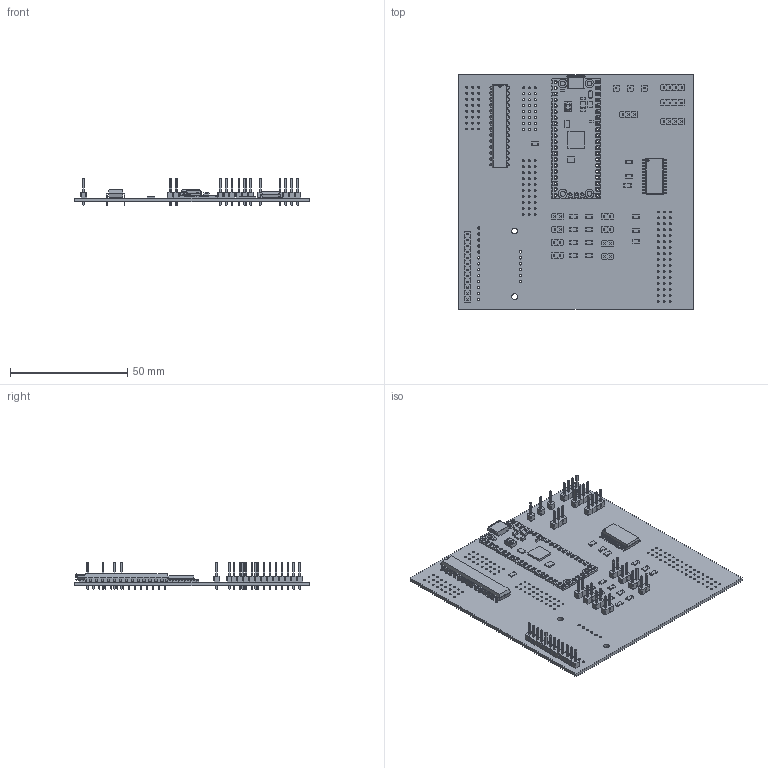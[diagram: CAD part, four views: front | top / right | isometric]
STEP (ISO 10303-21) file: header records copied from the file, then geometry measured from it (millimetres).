
FILE_DESCRIPTION(('KiCad electronic assembly'),'2;1');
FILE_NAME('Schemat_PCB.step','2026-02-02T17:09:51',('Pcbnew'),('Kicad'), 'Open CASCADE STEP processor 7.9','KiCad to STEP converter','Unknown' );
FILE_SCHEMA(('AUTOMOTIVE_DESIGN { 1 0 10303 214 1 1 1 1 }'));
Length unit declared in the file: millimetre
Products named in the file (12): Schemat_PCB 1; DIP-28_W7.62mm; R_1206_3216Metric; SOIC-24W_7.5x15.4mm_P1.27mm; RaspberryPi_Pico; RaspberryPi_Pico_Module_KiCad; PinHeader_1x02_P2.54mm_Vertical; PinHeader_1x01_P2.54mm_Vertical; PinHeader_1x04_P2.54mm_Vertical; PinHeader_1x12_P2.54mm_Vertical; PinHeader_1x03_P2.54mm_Vertical; Schemat_PCB_PCB
Assembly tree (36 placements, depth 3):
  Schemat_PCB 1
    DIP-28_W7.62mm
    R_1206_3216Metric  x15
    SOIC-24W_7.5x15.4mm_P1.27mm
    RaspberryPi_Pico
      RaspberryPi_Pico_Module_KiCad
    PinHeader_1x02_P2.54mm_Vertical  x8
    PinHeader_1x01_P2.54mm_Vertical  x3
    PinHeader_1x04_P2.54mm_Vertical  x3
    PinHeader_1x12_P2.54mm_Vertical
    PinHeader_1x03_P2.54mm_Vertical
    Schemat_PCB_PCB
Bounding box: 100 x 100 x 11.84 mm (x, y, z)
Volume: 17926.2 mm3; surface area: 28121.7 mm2
Topology: 35 solids, 35 shells, 3177 faces, 8401 edges, 5417 vertices
Faces by surface type: plane 2459, cylinder 660, bspline 56, torus 2
Full cylindrical faces by diameter (mm): 0.8 x154, 1 x148, 1.85 x2, 2.1 x4, 2.2 x2, 2.5 x2
Entity records: 84874 total; most frequent: CARTESIAN_POINT 12622, ORIENTED_EDGE 11982, DIRECTION 11541, EDGE_CURVE 5991, LINE 4703, VECTOR 4703, VERTEX_POINT 3893, AXIS2_PLACEMENT_3D 3419
